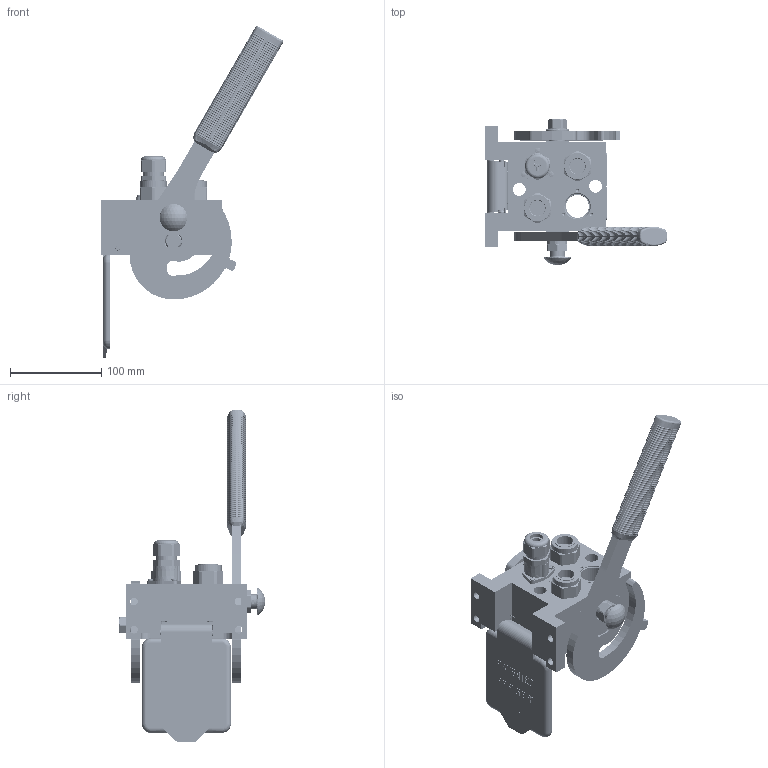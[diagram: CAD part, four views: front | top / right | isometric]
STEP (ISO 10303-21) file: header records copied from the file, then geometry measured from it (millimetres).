
FILE_DESCRIPTION (( 'STEP AP214' ), '1' );
FILE_NAME ('FASTER.step', '2021-07-08T15:21:49', ( '' ), ( '' ), 'SwSTEP 2.0', 'SolidWorks 2017', '' );
FILE_SCHEMA (( 'AUTOMOTIVE_DESIGN' ));
Length unit declared in the file: millimetre
Products named in the file (36): 4850_024_6001_021; 4830_001_0005_301; et012; 4870_024_1001_001; P508_F_A_BASE; 4870_023_1001_000; 0048_042_0412_000; P508FA; 4142_072_1000_300; 4830_070_0000_001; 4810_001_0001_014; 1540_080_0012_000; curs_molla_12; or2_62x17_86; FASTER; 4870_025_1001_001; 4241_072_0000_200; 4830_022_0000_011; corpospel08-3f; A_2ffnb12_gas_f; sicura_p5; 4830_025_2000_000; 4830_020_0000_024; 4830_044_0000_000; or1_5x7_m; 2ffnb12_gas_f; 4830_025_1000_000; 4820_001_0004_000; conn_3p_f; 4830_046_0000_000; 4830_001_0005_300; 4870_025_1001_001_ASM; 4340_014_0000_000; 4830_025_0000_001; sv002011_m2
Assembly tree (39 placements, depth 4):
  FASTER
    P508_F_A_BASE
      P508FA
        4830_020_0000_024
        4820_001_0004_000
        4810_001_0001_014
        4830_001_0005_300
        4830_001_0005_301
    conn_3p_f
      corpospel08-3f
      4830_044_0000_000  x3
      4830_046_0000_000
      4241_072_0000_200
    A_2ffnb12_gas_f  x2
      curs_molla_12
        4340_014_0000_000
        4142_072_1000_300
      2ffnb12_gas_f
        2ffnb12_gas_f
    4870_025_1001_001
      4870_025_1001_001_ASM
        4870_024_1001_001
        4850_024_6001_021
        sv002011_m2
      sicura_p5
        4830_025_0000_001
        or1_5x7_m
        0048_042_0412_000
      4830_025_2000_000
      4830_025_1000_000
      4830_022_0000_011
      4830_070_0000_001
      4870_023_1001_000
      1540_080_0012_000
      or2_62x17_86  x2
    et012
Bounding box: 200.35 x 160.98 x 364.81 mm (x, y, z)
Volume: 221534.7 mm3; surface area: 304428.4 mm2
Topology: 22 solids, 63 shells, 5694 faces, 14473 edges, 8929 vertices
Faces by surface type: plane 2495, cylinder 1583, torus 1015, cone 311, bspline 234, sphere 56
Entity records: 204421 total; most frequent: CARTESIAN_POINT 69024, ORIENTED_EDGE 26259, DIRECTION 25915, EDGE_CURVE 13509, AXIS2_PLACEMENT_3D 9385, VERTEX_POINT 8333, VECTOR 7145, LINE 7145
